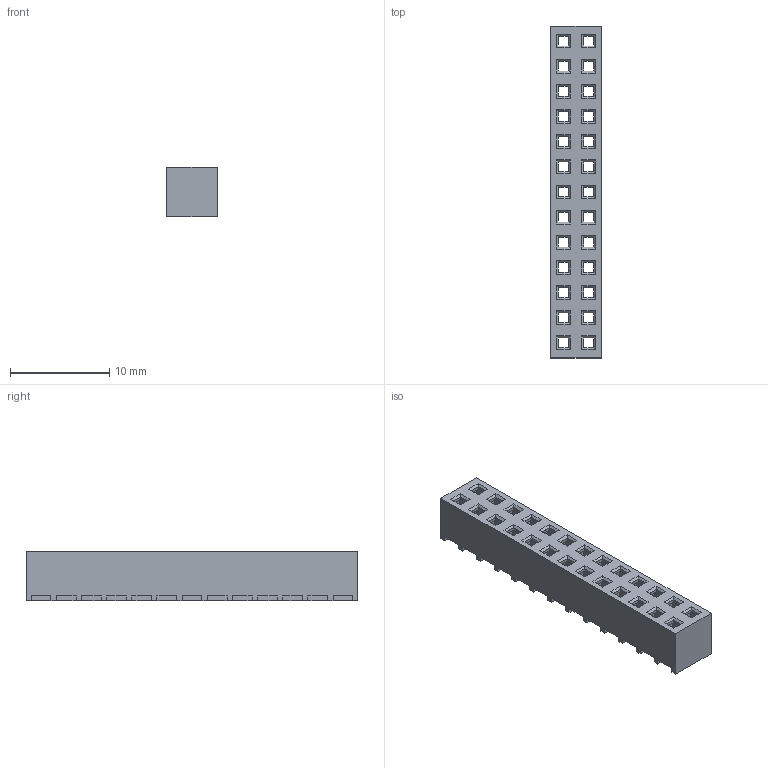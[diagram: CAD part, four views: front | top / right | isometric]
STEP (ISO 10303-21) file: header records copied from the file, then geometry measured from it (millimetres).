
FILE_DESCRIPTION(/* description */ ('model of Connector_Wuerth_WR-PHD_Standard_2x13_P2.54_Vertical_61302625721'),/* implementation_level */ '2;1');
FILE_NAME(/* name */ 'Connector_Wuerth_WR-PHD_Standard_2x13_P2.54_Vertical_61302625721.step',/* time_stamp */ '2020-09-09T00:52:09',/* author */ ('Joel',''),/* organization */ (''),/* preprocessor_version */ '',/* originating_system */ '',/* authorisation */ '');
FILE_SCHEMA(('AUTOMOTIVE_DESIGN { 1 0 10303 214 1 1 1 1 }'));
Length unit declared in the file: millimetre
Products named in the file (1): Shape0_3786905565581131
Bounding box: 5.08 x 33.52 x 5 mm (x, y, z)
Volume: 449.4 mm3; surface area: 1518.8 mm2
Topology: 1 solids, 1 shells, 500 faces, 1312 edges, 840 vertices
Faces by surface type: plane 500
Entity records: 31949 total; most frequent: CARTESIAN_POINT 5433, DIRECTION 4782, LINE 3780, VECTOR 3780, ORIENTED_EDGE 2624, PCURVE 2624, DEFINITIONAL_REPRESENTATION 2624, EDGE_CURVE 1312
